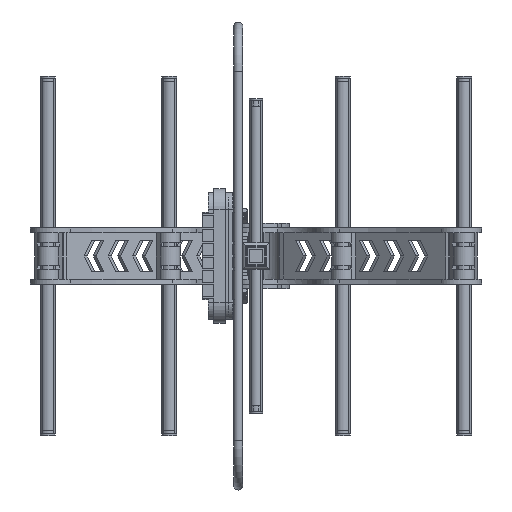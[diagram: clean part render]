
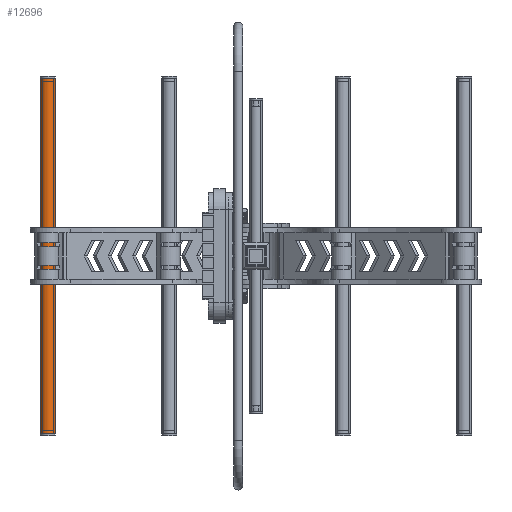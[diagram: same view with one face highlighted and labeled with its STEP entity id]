
A CAD part, left-side view. The second image highlights one B-rep face of the part: STEP entity #12696.
In plain terms, the highlighted cylindrical face has radius 4 mm (diameter 8 mm), a full revolution.
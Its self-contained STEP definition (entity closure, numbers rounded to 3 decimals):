
#1327=FACE_OUTER_BOUND('',#2106,.T.);
#2106=EDGE_LOOP('',(#9680,#9681,#9682,#9683));
#3095=LINE('',#19849,#4300);
#4300=VECTOR('',#15908,4.);
#5218=CIRCLE('',#13812,4.);
#5221=CIRCLE('',#13817,4.);
#5933=VERTEX_POINT('',#19838);
#5936=VERTEX_POINT('',#19847);
#7319=EDGE_CURVE('',#5933,#5933,#5218,.T.);
#7323=EDGE_CURVE('',#5936,#5936,#5221,.T.);
#7324=EDGE_CURVE('',#5936,#5933,#3095,.T.);
#9680=ORIENTED_EDGE('',*,*,#7323,.F.);
#9681=ORIENTED_EDGE('',*,*,#7324,.T.);
#9682=ORIENTED_EDGE('',*,*,#7319,.F.);
#9683=ORIENTED_EDGE('',*,*,#7324,.F.);
#12348=CYLINDRICAL_SURFACE('',#13816,4.);
#12696=ADVANCED_FACE('',(#1327),#12348,.T.);
#13812=AXIS2_PLACEMENT_3D('',#19839,#15895,#15896);
#13816=AXIS2_PLACEMENT_3D('',#19846,#15904,#15905);
#13817=AXIS2_PLACEMENT_3D('',#19848,#15906,#15907);
#15895=DIRECTION('center_axis',(0.,0.,-1.));
#15896=DIRECTION('ref_axis',(1.,0.,0.));
#15904=DIRECTION('center_axis',(0.,0.,1.));
#15905=DIRECTION('ref_axis',(1.,0.,0.));
#15906=DIRECTION('center_axis',(0.,0.,1.));
#15907=DIRECTION('ref_axis',(1.,0.,0.));
#15908=DIRECTION('',(0.,0.,-1.));
#19838=CARTESIAN_POINT('',(-136.443,111.208,-95.));
#19839=CARTESIAN_POINT('Origin',(-132.443,111.208,-95.));
#19846=CARTESIAN_POINT('Origin',(-132.443,111.208,0.));
#19847=CARTESIAN_POINT('',(-136.443,111.208,95.));
#19848=CARTESIAN_POINT('Origin',(-132.443,111.208,95.));
#19849=CARTESIAN_POINT('',(-136.443,111.208,0.));
